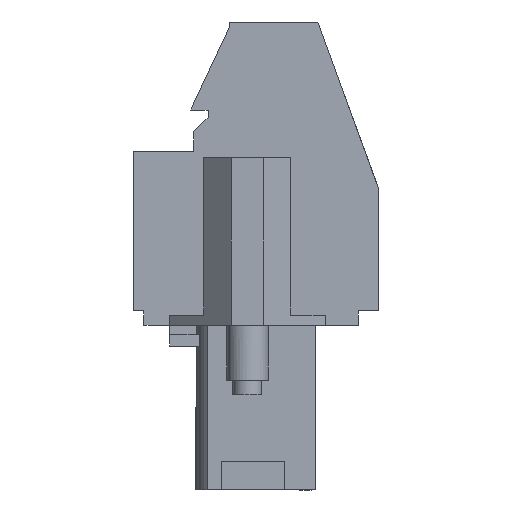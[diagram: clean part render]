
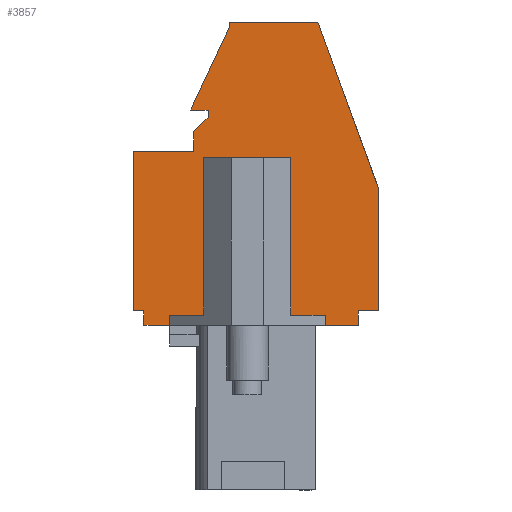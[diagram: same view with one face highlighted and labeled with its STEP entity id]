
A CAD part, left-side view. The second image highlights one B-rep face of the part: STEP entity #3857.
In plain terms, the highlighted planar face has unit normal (-1, 0, 0).
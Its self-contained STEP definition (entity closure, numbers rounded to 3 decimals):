
#1479=AXIS2_PLACEMENT_3D('Plane Axis2P3D',#1476,#1477,#1478) ;
#107=CARTESIAN_POINT('Line Origine',(3.47,1.782,7.95)) ;
#111=CARTESIAN_POINT('Vertex',(3.47,2.58,7.95)) ;
#113=CARTESIAN_POINT('Vertex',(3.47,0.983,7.95)) ;
#148=CARTESIAN_POINT('Vertex',(3.47,10.08,7.95)) ;
#151=CARTESIAN_POINT('Line Origine',(3.47,10.705,7.95)) ;
#155=CARTESIAN_POINT('Vertex',(3.47,11.33,7.95)) ;
#1476=CARTESIAN_POINT('Axis2P3D Location',(3.47,0.,0.)) ;
#3713=CARTESIAN_POINT('Line Origine',(3.47,0.983,8.3)) ;
#3717=CARTESIAN_POINT('Vertex',(3.47,0.983,8.65)) ;
#3720=CARTESIAN_POINT('Line Origine',(3.47,0.492,8.65)) ;
#3724=CARTESIAN_POINT('Vertex',(3.47,0.,8.65)) ;
#3727=CARTESIAN_POINT('Line Origine',(3.47,0.,11.611)) ;
#3731=CARTESIAN_POINT('Vertex',(3.47,0.,14.572)) ;
#3734=CARTESIAN_POINT('Line Origine',(3.47,1.461,18.586)) ;
#3738=CARTESIAN_POINT('Vertex',(3.47,2.922,22.6)) ;
#3741=CARTESIAN_POINT('Line Origine',(3.47,5.052,22.6)) ;
#3745=CARTESIAN_POINT('Vertex',(3.47,7.181,22.6)) ;
#3748=CARTESIAN_POINT('Line Origine',(3.47,7.181,22.5)) ;
#3752=CARTESIAN_POINT('Vertex',(3.47,7.181,22.4)) ;
#3755=CARTESIAN_POINT('Line Origine',(3.47,8.126,20.375)) ;
#3759=CARTESIAN_POINT('Vertex',(3.47,9.07,18.35)) ;
#3762=CARTESIAN_POINT('Line Origine',(3.47,8.65,18.35)) ;
#3766=CARTESIAN_POINT('Vertex',(3.47,8.23,18.35)) ;
#3769=CARTESIAN_POINT('Line Origine',(3.47,8.23,18.175)) ;
#3773=CARTESIAN_POINT('Vertex',(3.47,8.23,18.)) ;
#3776=CARTESIAN_POINT('Line Origine',(3.47,8.58,17.65)) ;
#3780=CARTESIAN_POINT('Vertex',(3.47,8.93,17.3)) ;
#3783=CARTESIAN_POINT('Line Origine',(3.47,8.93,16.825)) ;
#3787=CARTESIAN_POINT('Vertex',(3.47,8.93,16.35)) ;
#3790=CARTESIAN_POINT('Line Origine',(3.47,10.38,16.35)) ;
#3794=CARTESIAN_POINT('Vertex',(3.47,11.83,16.35)) ;
#3797=CARTESIAN_POINT('Line Origine',(3.47,11.83,12.5)) ;
#3801=CARTESIAN_POINT('Vertex',(3.47,11.83,8.65)) ;
#3804=CARTESIAN_POINT('Line Origine',(3.47,11.58,8.65)) ;
#3808=CARTESIAN_POINT('Vertex',(3.47,11.33,8.65)) ;
#3811=CARTESIAN_POINT('Line Origine',(3.47,11.33,8.3)) ;
#3816=CARTESIAN_POINT('Line Origine',(3.47,10.08,8.2)) ;
#3820=CARTESIAN_POINT('Vertex',(3.47,10.08,8.45)) ;
#3823=CARTESIAN_POINT('Line Origine',(3.47,6.33,8.45)) ;
#3827=CARTESIAN_POINT('Vertex',(3.47,2.58,8.45)) ;
#3830=CARTESIAN_POINT('Line Origine',(3.47,2.58,8.2)) ;
#108=DIRECTION('Vector Direction',(0.,-1.,0.)) ;
#152=DIRECTION('Vector Direction',(0.,-1.,0.)) ;
#1477=DIRECTION('Axis2P3D Direction',(-1.,0.,0.)) ;
#1478=DIRECTION('Axis2P3D XDirection',(0.,0.,1.)) ;
#3714=DIRECTION('Vector Direction',(0.,0.,1.)) ;
#3721=DIRECTION('Vector Direction',(0.,-1.,0.)) ;
#3728=DIRECTION('Vector Direction',(0.,0.,1.)) ;
#3735=DIRECTION('Vector Direction',(0.,-0.342,-0.94)) ;
#3742=DIRECTION('Vector Direction',(0.,-1.,0.)) ;
#3749=DIRECTION('Vector Direction',(0.,0.,1.)) ;
#3756=DIRECTION('Vector Direction',(0.,-0.423,0.906)) ;
#3763=DIRECTION('Vector Direction',(0.,1.,0.)) ;
#3770=DIRECTION('Vector Direction',(0.,0.,1.)) ;
#3777=DIRECTION('Vector Direction',(0.,-0.707,0.707)) ;
#3784=DIRECTION('Vector Direction',(0.,0.,1.)) ;
#3791=DIRECTION('Vector Direction',(0.,-1.,0.)) ;
#3798=DIRECTION('Vector Direction',(0.,0.,1.)) ;
#3805=DIRECTION('Vector Direction',(0.,1.,0.)) ;
#3812=DIRECTION('Vector Direction',(0.,0.,-1.)) ;
#3817=DIRECTION('Vector Direction',(0.,0.,1.)) ;
#3824=DIRECTION('Vector Direction',(0.,1.,0.)) ;
#3831=DIRECTION('Vector Direction',(0.,0.,1.)) ;
#109=VECTOR('Line Direction',#108,1.) ;
#153=VECTOR('Line Direction',#152,1.) ;
#3715=VECTOR('Line Direction',#3714,1.) ;
#3722=VECTOR('Line Direction',#3721,1.) ;
#3729=VECTOR('Line Direction',#3728,1.) ;
#3736=VECTOR('Line Direction',#3735,1.) ;
#3743=VECTOR('Line Direction',#3742,1.) ;
#3750=VECTOR('Line Direction',#3749,1.) ;
#3757=VECTOR('Line Direction',#3756,1.) ;
#3764=VECTOR('Line Direction',#3763,1.) ;
#3771=VECTOR('Line Direction',#3770,1.) ;
#3778=VECTOR('Line Direction',#3777,1.) ;
#3785=VECTOR('Line Direction',#3784,1.) ;
#3792=VECTOR('Line Direction',#3791,1.) ;
#3799=VECTOR('Line Direction',#3798,1.) ;
#3806=VECTOR('Line Direction',#3805,1.) ;
#3813=VECTOR('Line Direction',#3812,1.) ;
#3818=VECTOR('Line Direction',#3817,1.) ;
#3825=VECTOR('Line Direction',#3824,1.) ;
#3832=VECTOR('Line Direction',#3831,1.) ;
#3836=ORIENTED_EDGE('',*,*,#115,.T.) ;
#3837=ORIENTED_EDGE('',*,*,#3719,.T.) ;
#3838=ORIENTED_EDGE('',*,*,#3726,.T.) ;
#3839=ORIENTED_EDGE('',*,*,#3733,.T.) ;
#3840=ORIENTED_EDGE('',*,*,#3740,.T.) ;
#3841=ORIENTED_EDGE('',*,*,#3747,.T.) ;
#3842=ORIENTED_EDGE('',*,*,#3754,.T.) ;
#3843=ORIENTED_EDGE('',*,*,#3761,.T.) ;
#3844=ORIENTED_EDGE('',*,*,#3768,.T.) ;
#3845=ORIENTED_EDGE('',*,*,#3775,.T.) ;
#3846=ORIENTED_EDGE('',*,*,#3782,.T.) ;
#3847=ORIENTED_EDGE('',*,*,#3789,.T.) ;
#3848=ORIENTED_EDGE('',*,*,#3796,.T.) ;
#3849=ORIENTED_EDGE('',*,*,#3803,.T.) ;
#3850=ORIENTED_EDGE('',*,*,#3810,.T.) ;
#3851=ORIENTED_EDGE('',*,*,#3815,.T.) ;
#3852=ORIENTED_EDGE('',*,*,#157,.T.) ;
#3853=ORIENTED_EDGE('',*,*,#3822,.T.) ;
#3854=ORIENTED_EDGE('',*,*,#3829,.F.) ;
#3855=ORIENTED_EDGE('',*,*,#3834,.F.) ;
#3857=ADVANCED_FACE('HOUSING',(#3856),#1480,.T.) ;
#115=EDGE_CURVE('',#112,#114,#110,.T.) ;
#157=EDGE_CURVE('',#156,#149,#154,.T.) ;
#3719=EDGE_CURVE('',#114,#3718,#3716,.T.) ;
#3726=EDGE_CURVE('',#3718,#3725,#3723,.T.) ;
#3733=EDGE_CURVE('',#3725,#3732,#3730,.T.) ;
#3740=EDGE_CURVE('',#3732,#3739,#3737,.F.) ;
#3747=EDGE_CURVE('',#3739,#3746,#3744,.F.) ;
#3754=EDGE_CURVE('',#3746,#3753,#3751,.F.) ;
#3761=EDGE_CURVE('',#3753,#3760,#3758,.F.) ;
#3768=EDGE_CURVE('',#3760,#3767,#3765,.F.) ;
#3775=EDGE_CURVE('',#3767,#3774,#3772,.F.) ;
#3782=EDGE_CURVE('',#3774,#3781,#3779,.F.) ;
#3789=EDGE_CURVE('',#3781,#3788,#3786,.F.) ;
#3796=EDGE_CURVE('',#3788,#3795,#3793,.F.) ;
#3803=EDGE_CURVE('',#3795,#3802,#3800,.F.) ;
#3810=EDGE_CURVE('',#3802,#3809,#3807,.F.) ;
#3815=EDGE_CURVE('',#3809,#156,#3814,.T.) ;
#3822=EDGE_CURVE('',#149,#3821,#3819,.T.) ;
#3829=EDGE_CURVE('',#3828,#3821,#3826,.T.) ;
#3834=EDGE_CURVE('',#112,#3828,#3833,.T.) ;
#3835=EDGE_LOOP('',(#3836,#3837,#3838,#3839,#3840,#3841,#3842,#3843,#3844,#3845,#3846,#3847,#3848,#3849,#3850,#3851,#3852,#3853,#3854,#3855)) ;
#3856=FACE_OUTER_BOUND('',#3835,.T.) ;
#110=LINE('Line',#107,#109) ;
#154=LINE('Line',#151,#153) ;
#3716=LINE('Line',#3713,#3715) ;
#3723=LINE('Line',#3720,#3722) ;
#3730=LINE('Line',#3727,#3729) ;
#3737=LINE('Line',#3734,#3736) ;
#3744=LINE('Line',#3741,#3743) ;
#3751=LINE('Line',#3748,#3750) ;
#3758=LINE('Line',#3755,#3757) ;
#3765=LINE('Line',#3762,#3764) ;
#3772=LINE('Line',#3769,#3771) ;
#3779=LINE('Line',#3776,#3778) ;
#3786=LINE('Line',#3783,#3785) ;
#3793=LINE('Line',#3790,#3792) ;
#3800=LINE('Line',#3797,#3799) ;
#3807=LINE('Line',#3804,#3806) ;
#3814=LINE('Line',#3811,#3813) ;
#3819=LINE('Line',#3816,#3818) ;
#3826=LINE('Line',#3823,#3825) ;
#3833=LINE('Line',#3830,#3832) ;
#1480=PLANE('',#1479) ;
#112=VERTEX_POINT('',#111) ;
#114=VERTEX_POINT('',#113) ;
#149=VERTEX_POINT('',#148) ;
#156=VERTEX_POINT('',#155) ;
#3718=VERTEX_POINT('',#3717) ;
#3725=VERTEX_POINT('',#3724) ;
#3732=VERTEX_POINT('',#3731) ;
#3739=VERTEX_POINT('',#3738) ;
#3746=VERTEX_POINT('',#3745) ;
#3753=VERTEX_POINT('',#3752) ;
#3760=VERTEX_POINT('',#3759) ;
#3767=VERTEX_POINT('',#3766) ;
#3774=VERTEX_POINT('',#3773) ;
#3781=VERTEX_POINT('',#3780) ;
#3788=VERTEX_POINT('',#3787) ;
#3795=VERTEX_POINT('',#3794) ;
#3802=VERTEX_POINT('',#3801) ;
#3809=VERTEX_POINT('',#3808) ;
#3821=VERTEX_POINT('',#3820) ;
#3828=VERTEX_POINT('',#3827) ;
